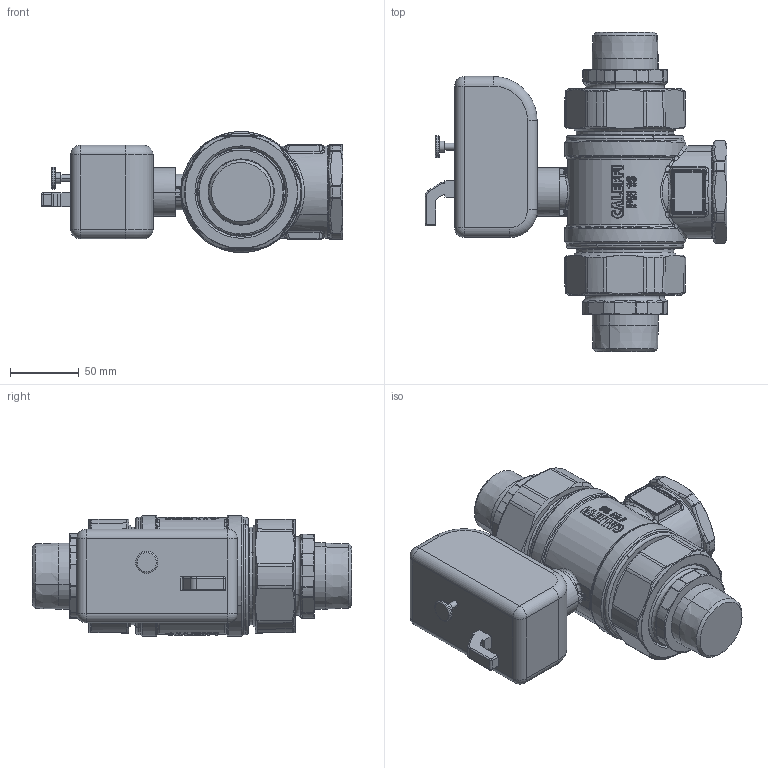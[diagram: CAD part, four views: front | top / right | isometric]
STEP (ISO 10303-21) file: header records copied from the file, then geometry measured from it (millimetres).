
FILE_DESCRIPTION(('CATIA V5 STEP Exchange','CAx-IF Rec.Pracs.--- Model Styling and Organization---1.5--- 2016-08-15','CAx-IF Rec.Pracs.---Supplemental Geometry---1.0---2011-11-01','CAx-IF Rec.Pracs.--- Composite Materials ---3.4---2017-06-13','CAx-IF Rec.Pracs.---Tessellated 3D Geometry---1.0---2015-12-17'),'2;1');
FILE_NAME('STEP_638183_-_TST.stp','2025-03-13T12:58:10+00:00',('none'),('none'),'CATIA Version 5-6 Release 2020 SP5','CATIA V5 STEP AP242 v2','none');
FILE_SCHEMA(('AP242_MANAGED_MODEL_BASED_3D_ENGINEERING_MIM_LF {1 0 10303 442 1 1 4}'));
Products named in the file (1): 638183 - TST
Bounding box: 219.47 x 231.98 x 87.91 mm (x, y, z)
Volume: 1617502.4 mm3; surface area: 133557 mm2
Topology: 2 solids, 2 shells, 2076 faces, 4906 edges, 2648 vertices
Faces by surface type: bspline 1100, cylinder 402, plane 208, sphere 148, cone 116, torus 102
Entity records: 109140 total; most frequent: CARTESIAN_POINT 73873, ORIENTED_EDGE 9348, EDGE_CURVE 4674, DIRECTION 3236, B_SPLINE_CURVE_WITH_KNOTS 3040, VERTEX_POINT 2648, EDGE_LOOP 2122, ADVANCED_FACE 2076
